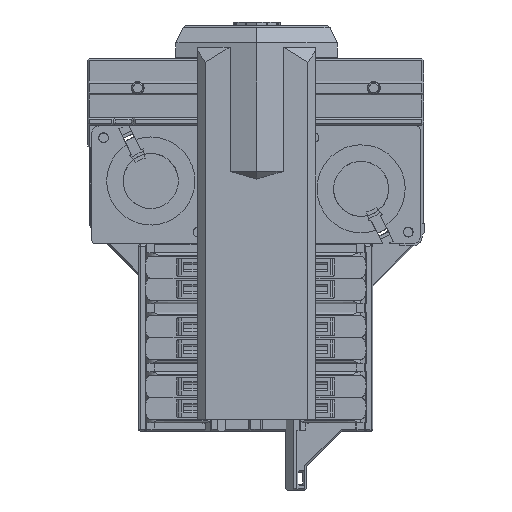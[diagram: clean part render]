
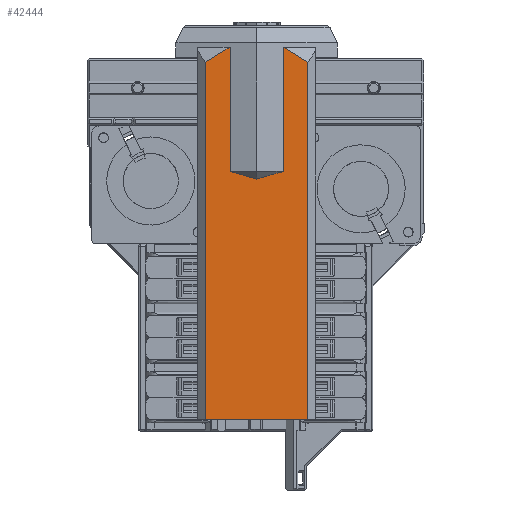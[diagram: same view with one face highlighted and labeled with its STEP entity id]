
A CAD part, front view. The second image highlights one B-rep face of the part: STEP entity #42444.
In plain terms, the highlighted planar face has unit normal (0, -1, 0).
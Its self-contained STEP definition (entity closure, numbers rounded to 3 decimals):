
#5535=FACE_OUTER_BOUND('',#7797,.T.);
#7797=EDGE_LOOP('',(#38315,#38316,#38317,#38318,#38319,#38320,#38321,#38322,
#38323));
#12132=LINE('',#71520,#16550);
#12145=LINE('',#71545,#16563);
#12148=LINE('',#71551,#16566);
#12149=LINE('',#71553,#16567);
#12150=LINE('',#71554,#16568);
#12151=LINE('',#71556,#16569);
#12152=LINE('',#71558,#16570);
#12153=LINE('',#71560,#16571);
#12154=LINE('',#71561,#16572);
#16550=VECTOR('',#57846,10.);
#16563=VECTOR('',#57863,10.);
#16566=VECTOR('',#57868,10.);
#16567=VECTOR('',#57869,10.);
#16568=VECTOR('',#57870,10.);
#16569=VECTOR('',#57871,10.);
#16570=VECTOR('',#57872,10.);
#16571=VECTOR('',#57873,10.);
#16572=VECTOR('',#57874,10.);
#20602=VERTEX_POINT('',#71517);
#20603=VERTEX_POINT('',#71519);
#20612=VERTEX_POINT('',#71542);
#20613=VERTEX_POINT('',#71544);
#20615=VERTEX_POINT('',#71550);
#20616=VERTEX_POINT('',#71552);
#20617=VERTEX_POINT('',#71555);
#20618=VERTEX_POINT('',#71557);
#20619=VERTEX_POINT('',#71559);
#26547=EDGE_CURVE('',#20602,#20603,#12132,.T.);
#26560=EDGE_CURVE('',#20613,#20612,#12145,.T.);
#26563=EDGE_CURVE('',#20602,#20615,#12148,.T.);
#26564=EDGE_CURVE('',#20616,#20615,#12149,.F.);
#26565=EDGE_CURVE('',#20613,#20616,#12150,.F.);
#26566=EDGE_CURVE('',#20617,#20612,#12151,.T.);
#26567=EDGE_CURVE('',#20618,#20617,#12152,.T.);
#26568=EDGE_CURVE('',#20619,#20618,#12153,.T.);
#26569=EDGE_CURVE('',#20603,#20619,#12154,.T.);
#38315=ORIENTED_EDGE('',*,*,#26547,.F.);
#38316=ORIENTED_EDGE('',*,*,#26563,.T.);
#38317=ORIENTED_EDGE('',*,*,#26564,.F.);
#38318=ORIENTED_EDGE('',*,*,#26565,.F.);
#38319=ORIENTED_EDGE('',*,*,#26560,.T.);
#38320=ORIENTED_EDGE('',*,*,#26566,.F.);
#38321=ORIENTED_EDGE('',*,*,#26567,.F.);
#38322=ORIENTED_EDGE('',*,*,#26568,.F.);
#38323=ORIENTED_EDGE('',*,*,#26569,.F.);
#40303=PLANE('',#46342);
#42444=ADVANCED_FACE('',(#5535),#40303,.T.);
#46342=AXIS2_PLACEMENT_3D('',#71549,#57866,#57867);
#57846=DIRECTION('',(-0.851,0.,0.525));
#57863=DIRECTION('',(0.,0.,-1.));
#57866=DIRECTION('center_axis',(0.,-1.,0.));
#57867=DIRECTION('ref_axis',(1.,0.,0.));
#57868=DIRECTION('',(0.,0.,1.));
#57869=DIRECTION('',(0.961,0.,0.276));
#57870=DIRECTION('',(0.961,0.,-0.276));
#57871=DIRECTION('',(-0.851,0.,-0.525));
#57872=DIRECTION('',(0.,0.,-1.));
#57873=DIRECTION('',(1.,0.,0.));
#57874=DIRECTION('',(0.,0.,1.));
#71517=CARTESIAN_POINT('',(-6.74,-4.,-19.639));
#71519=CARTESIAN_POINT('',(-13.,-4.,-15.781));
#71520=CARTESIAN_POINT('',(-21.645,-4.,-10.454));
#71542=CARTESIAN_POINT('',(6.74,-4.,-19.639));
#71544=CARTESIAN_POINT('',(6.74,-4.,12.));
#71545=CARTESIAN_POINT('',(6.74,-4.,-12.5));
#71549=CARTESIAN_POINT('Origin',(-15.,-4.,0.));
#71550=CARTESIAN_POINT('',(-6.74,-4.,12.));
#71551=CARTESIAN_POINT('',(-6.74,-4.,-12.5));
#71552=CARTESIAN_POINT('',(0.,-4.,13.937));
#71553=CARTESIAN_POINT('',(-14.498,-4.,9.771));
#71554=CARTESIAN_POINT('',(-4.092,-4.,15.113));
#71555=CARTESIAN_POINT('',(13.,-4.,-15.781));
#71556=CARTESIAN_POINT('',(10.773,-4.,-17.154));
#71557=CARTESIAN_POINT('',(13.,-4.,75.));
#71558=CARTESIAN_POINT('',(13.,-4.,0.));
#71559=CARTESIAN_POINT('',(-13.,-4.,75.));
#71560=CARTESIAN_POINT('',(-7.5,-4.,75.));
#71561=CARTESIAN_POINT('',(-13.,-4.,0.));
